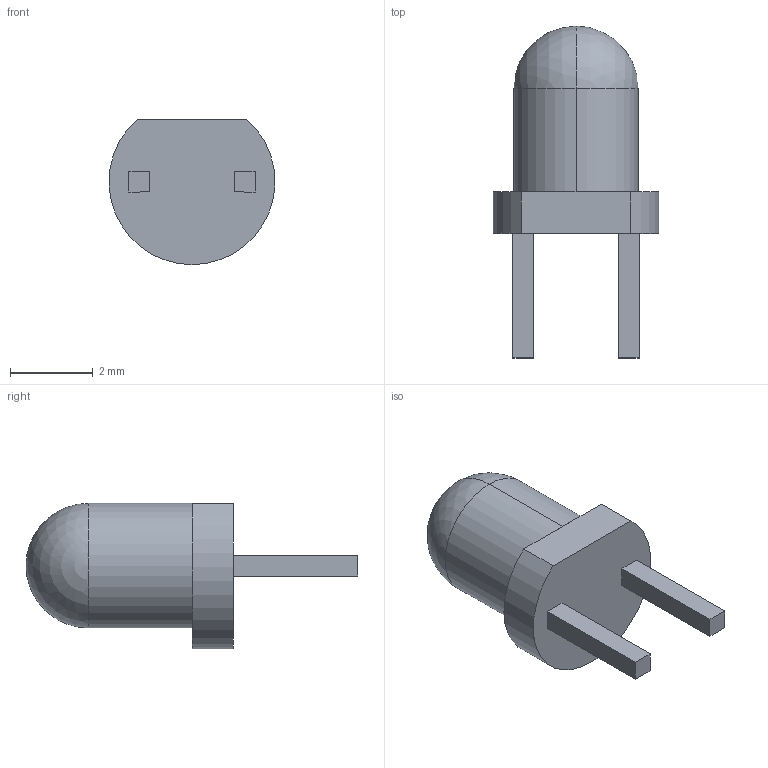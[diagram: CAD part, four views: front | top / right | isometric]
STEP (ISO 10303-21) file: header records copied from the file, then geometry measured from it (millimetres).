
FILE_DESCRIPTION (( 'STEP AP214' ), '1' );
FILE_NAME ('LED3MM-GREEN-H3.STEP', '2024-01-26T14:05:04', ( '' ), ( '' ), 'SwSTEP 2.0', 'SolidWorks 2023', '' );
FILE_SCHEMA (( 'AUTOMOTIVE_DESIGN' ));
Length unit declared in the file: millimetre
Products named in the file (1): LED3MM-GREEN-H3
Bounding box: 4 x 8 x 3.5 mm (x, y, z)
Volume: 37.9 mm3; surface area: 79.3 mm2
Topology: 3 solids, 3 shells, 21 faces, 46 edges, 29 vertices
Faces by surface type: plane 15, cylinder 4, sphere 2
Entity records: 814 total; most frequent: DIRECTION 96, CARTESIAN_POINT 91, ORIENTED_EDGE 84, EDGE_CURVE 42, VECTOR 32, LINE 32, AXIS2_PLACEMENT_3D 32, VERTEX_POINT 27
